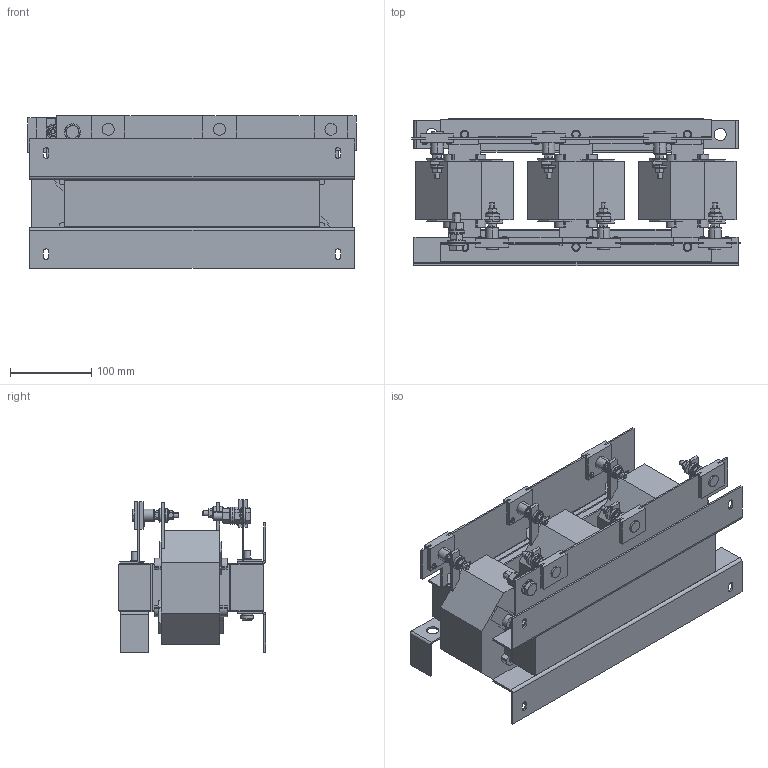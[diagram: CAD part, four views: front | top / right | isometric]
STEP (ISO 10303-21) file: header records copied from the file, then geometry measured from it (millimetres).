
FILE_DESCRIPTION (( 'STEP AP214' ), '1' );
FILE_NAME ('191457.STEP', '2020-05-29T01:02:22', ( '' ), ( '' ), 'SwSTEP 2.0', 'SolidWorks 2018', '' );
FILE_SCHEMA (( 'AUTOMOTIVE_DESIGN' ));
Length unit declared in the file: millimetre
Products named in the file (1): 191457
Bounding box: 405 x 182 x 188 mm (x, y, z)
Volume: 5220661.1 mm3; surface area: 596969.5 mm2
Topology: 1 solids, 1 shells, 1441 faces, 3645 edges, 2286 vertices
Faces by surface type: plane 886, cylinder 252, cone 161, bspline 114, torus 16, sphere 12
Entity records: 46899 total; most frequent: CARTESIAN_POINT 12844, ORIENTED_EDGE 7290, DIRECTION 6717, EDGE_CURVE 3645, LINE 2315, VECTOR 2315, VERTEX_POINT 2286, AXIS2_PLACEMENT_3D 2201
